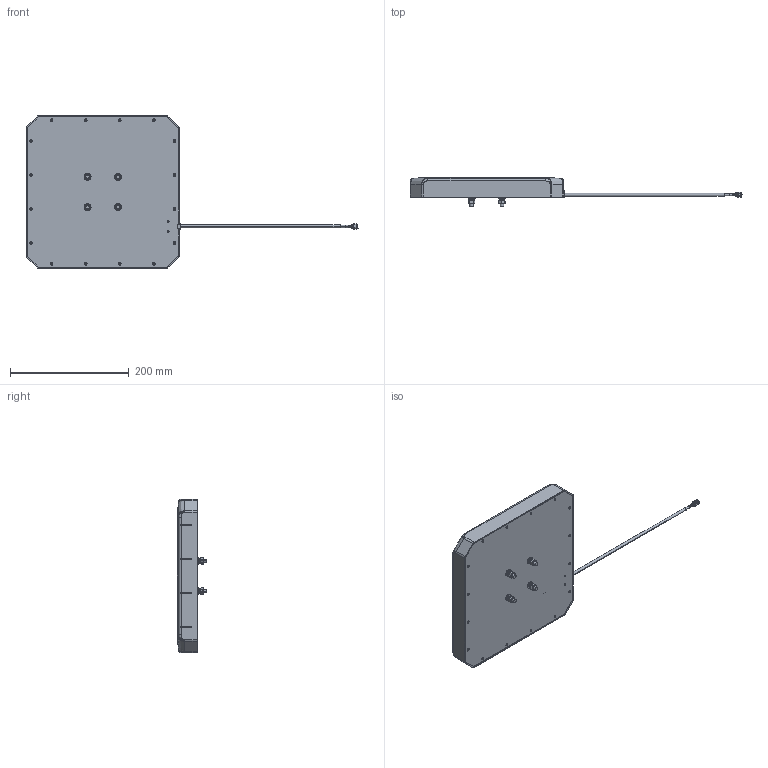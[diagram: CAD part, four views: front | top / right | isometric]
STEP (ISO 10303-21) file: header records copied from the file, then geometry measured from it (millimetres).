
FILE_DESCRIPTION (( 'STEP AP214' ), '1' );
FILE_NAME ('FMANFP1054_3D.step', '2023-02-01T18:18:00', ( '' ), ( '' ), 'SwSTEP 2.0', 'SolidWorks 2022', '' );
FILE_SCHEMA (( 'AUTOMOTIVE_DESIGN' ));
Length unit declared in the file: inch
Products named in the file (3): PE4215; FMANFP1054_3D; FMANFP1054_Base Model
Assembly tree (2 placements, depth 2):
  FMANFP1054_3D
    FMANFP1054_Base Model
    PE4215
Bounding box: 558.39 x 49.4 x 258.01 mm (x, y, z)
Volume: 374683.2 mm3; surface area: 398045.7 mm2
Topology: 20 solids, 20 shells, 3527 faces, 7959 edges, 4513 vertices
Faces by surface type: bspline 2018, cylinder 991, plane 446, cone 66, torus 6
Entity records: 157793 total; most frequent: CARTESIAN_POINT 88894, ORIENTED_EDGE 15918, EDGE_CURVE 7959, DIRECTION 6134, VERTEX_POINT 4513, EDGE_LOOP 3632, FACE_OUTER_BOUND 3527, ADVANCED_FACE 3527
